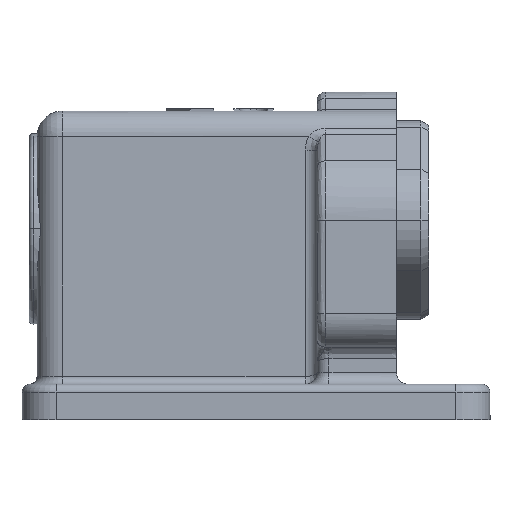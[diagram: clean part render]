
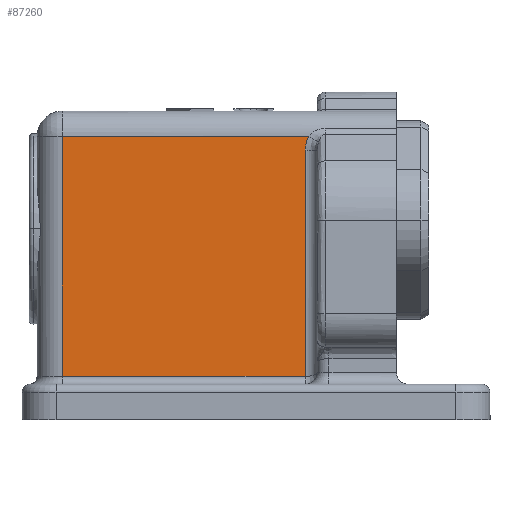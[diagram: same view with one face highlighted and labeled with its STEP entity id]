
A CAD part, left-side view. The second image highlights one B-rep face of the part: STEP entity #87260.
In plain terms, the highlighted face is planar.
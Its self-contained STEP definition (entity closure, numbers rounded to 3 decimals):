
#9780=CARTESIAN_POINT('',(13.55,-15.5,-19.55));
#9790=VERTEX_POINT('',#9780);
#24090=CARTESIAN_POINT('',(13.55,-46.1,
10.7));
#24100=VERTEX_POINT('',#24090);
#24130=CARTESIAN_POINT('',(13.55,-46.1,0.));
#24140=DIRECTION('',(0.,0.,-1.));
#24150=VECTOR('',#24140,1.);
#24160=LINE('',#24130,#24150);
#24170=CARTESIAN_POINT('',(13.55,-46.1,
-19.55));
#24180=VERTEX_POINT('',#24170);
#24190=EDGE_CURVE('',#24100,#24180,#24160,.T.);
#38430=CARTESIAN_POINT('',(13.55,-15.05,
10.7));
#38440=VERTEX_POINT('',#38430);
#86870=CARTESIAN_POINT('',(13.55,-14.5,-13.669));
#86880=DIRECTION('',(-1.,0.,0.));
#86890=DIRECTION('',(0.,0.,1.));
#86900=AXIS2_PLACEMENT_3D('',#86870,#86880,#86890);
#86910=PLANE('',#86900);
#86920=ORIENTED_EDGE('',*,*,#24190,.T.);
#86930=CARTESIAN_POINT('',(13.55,0.,10.7));
#86940=DIRECTION('',(0.,-1.,0.));
#86950=VECTOR('',#86940,1.);
#86960=LINE('',#86930,#86950);
#86970=EDGE_CURVE('',#38440,#24100,#86960,.T.);
#86980=ORIENTED_EDGE('',*,*,#86970,.T.);
#86990=CARTESIAN_POINT('',(13.55,-15.05,
10.7));
#87000=CARTESIAN_POINT('',(13.55,-15.089,
10.632));
#87010=CARTESIAN_POINT('',(13.55,-15.125,
10.562));
#87020=CARTESIAN_POINT('',(13.55,-15.281,
10.236));
#87030=CARTESIAN_POINT('',(13.55,-15.368,
9.969));
#87040=CARTESIAN_POINT('',(13.55,-15.475,
9.452));
#87050=CARTESIAN_POINT('',(13.55,-15.495,
9.204));
#87060=CARTESIAN_POINT('',(13.55,-15.5,8.953));
#87070=B_SPLINE_CURVE_WITH_KNOTS('',3,(#86990,#87000,#87010,#87020,
#87030,#87040,#87050,#87060),.UNSPECIFIED.,.F.,.F.,(4,2,2,4),(0.,
0.171,0.79,1.363),.UNSPECIFIED.);
#87080=CARTESIAN_POINT('',(13.55,-15.5,8.953));
#87090=VERTEX_POINT('',#87080);
#87100=EDGE_CURVE('',#38440,#87090,#87070,.T.);
#87110=ORIENTED_EDGE('',*,*,#87100,.F.);
#87120=CARTESIAN_POINT('',(13.55,-15.5,8.985));
#87130=DIRECTION('',(0.,0.,-1.));
#87140=VECTOR('',#87130,1.);
#87150=LINE('',#87120,#87140);
#87160=EDGE_CURVE('',#87090,#9790,#87150,.T.);
#87170=ORIENTED_EDGE('',*,*,#87160,.F.);
#87180=CARTESIAN_POINT('',(13.55,-46.1,
-19.55));
#87190=DIRECTION('',(0.,-1.,0.));
#87200=VECTOR('',#87190,1.);
#87210=LINE('',#87180,#87200);
#87220=EDGE_CURVE('',#9790,#24180,#87210,.T.);
#87230=ORIENTED_EDGE('',*,*,#87220,.F.);
#87240=EDGE_LOOP('',(#87230,#87170,#87110,#86980,#86920));
#87250=FACE_OUTER_BOUND('',#87240,.T.);
#87260=ADVANCED_FACE('',(#87250),#86910,.F.);
